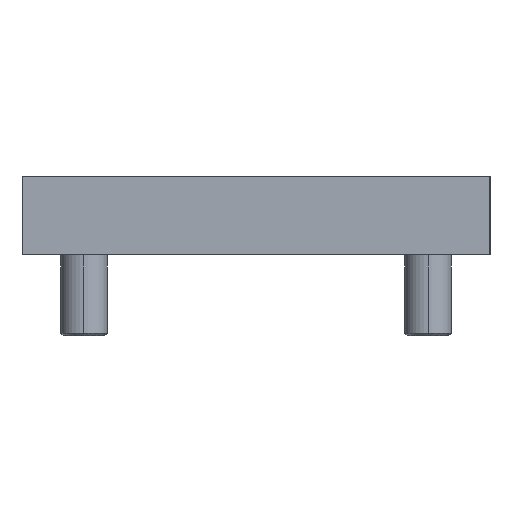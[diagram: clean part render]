
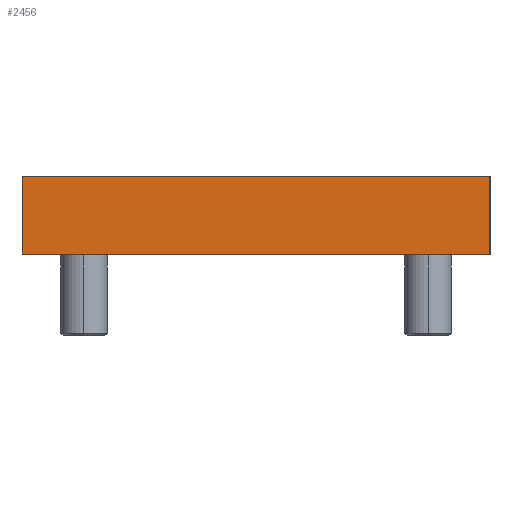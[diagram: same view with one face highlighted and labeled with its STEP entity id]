
A CAD part, left-side view. The second image highlights one B-rep face of the part: STEP entity #2456.
In plain terms, the highlighted planar face has unit normal (-1, 0, 0).
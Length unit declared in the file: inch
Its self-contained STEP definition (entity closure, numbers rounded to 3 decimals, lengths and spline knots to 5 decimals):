
#84 = VERTEX_POINT ( 'NONE', #1567 ) ;
#95 = DIRECTION ( 'NONE',  ( 0., 0., -1. ) ) ;
#136 = LINE ( 'NONE', #1856, #2480 ) ;
#239 = VERTEX_POINT ( 'NONE', #1921 ) ;
#353 = CARTESIAN_POINT ( 'NONE',  ( -5.50622, -0.99895, 1.17175 ) ) ;
#799 = EDGE_CURVE ( 'NONE', #84, #239, #1842, .T. ) ;
#805 = ORIENTED_EDGE ( 'NONE', *, *, #799, .T. ) ;
#818 = EDGE_CURVE ( 'NONE', #2110, #1801, #1091, .T. ) ;
#909 = DIRECTION ( 'NONE',  ( 0., 0., -1. ) ) ;
#920 = EDGE_CURVE ( 'NONE', #239, #1801, #136, .T. ) ;
#1042 = DIRECTION ( 'NONE',  ( 1., 0., 0. ) ) ;
#1091 = LINE ( 'NONE', #2846, #2113 ) ;
#1151 = LINE ( 'NONE', #1644, #1241 ) ;
#1170 = EDGE_LOOP ( 'NONE', ( #1554, #1846, #1934, #805 ) ) ;
#1241 = VECTOR ( 'NONE', #2828, 39.37008 ) ;
#1249 = CARTESIAN_POINT ( 'NONE',  ( -5.50622, -0.99895, 1.17175 ) ) ;
#1554 = ORIENTED_EDGE ( 'NONE', *, *, #920, .T. ) ;
#1567 = CARTESIAN_POINT ( 'NONE',  ( -5.50622, 2.75105, 1.17175 ) ) ;
#1616 = DIRECTION ( 'NONE',  ( 0., -1., 0. ) ) ;
#1644 = CARTESIAN_POINT ( 'NONE',  ( -5.50622, -0.99895, 1.17175 ) ) ;
#1801 = VERTEX_POINT ( 'NONE', #2236 ) ;
#1842 = LINE ( 'NONE', #2372, #2525 ) ;
#1846 = ORIENTED_EDGE ( 'NONE', *, *, #818, .F. ) ;
#1856 = CARTESIAN_POINT ( 'NONE',  ( -5.50622, -0.99895, 0.54675 ) ) ;
#1921 = CARTESIAN_POINT ( 'NONE',  ( -5.50622, 2.75105, 0.54675 ) ) ;
#1934 = ORIENTED_EDGE ( 'NONE', *, *, #2223, .F. ) ;
#2110 = VERTEX_POINT ( 'NONE', #1249 ) ;
#2113 = VECTOR ( 'NONE', #909, 39.37008 ) ;
#2223 = EDGE_CURVE ( 'NONE', #84, #2110, #1151, .T. ) ;
#2236 = CARTESIAN_POINT ( 'NONE',  ( -5.50622, -0.99895, 0.54675 ) ) ;
#2324 = DIRECTION ( 'NONE',  ( 0., 0., -1. ) ) ;
#2372 = CARTESIAN_POINT ( 'NONE',  ( -5.50622, 2.75105, 1.17175 ) ) ;
#2456 = ADVANCED_FACE ( 'NONE', ( #2546 ), #2532, .F. ) ;
#2480 = VECTOR ( 'NONE', #1616, 39.37008 ) ;
#2525 = VECTOR ( 'NONE', #2324, 39.37008 ) ;
#2532 = PLANE ( 'NONE',  #2714 ) ;
#2546 = FACE_OUTER_BOUND ( 'NONE', #1170, .T. ) ;
#2714 = AXIS2_PLACEMENT_3D ( 'NONE', #353, #1042, #95 ) ;
#2828 = DIRECTION ( 'NONE',  ( 0., -1., 0. ) ) ;
#2846 = CARTESIAN_POINT ( 'NONE',  ( -5.50622, -0.99895, 1.17175 ) ) ;
